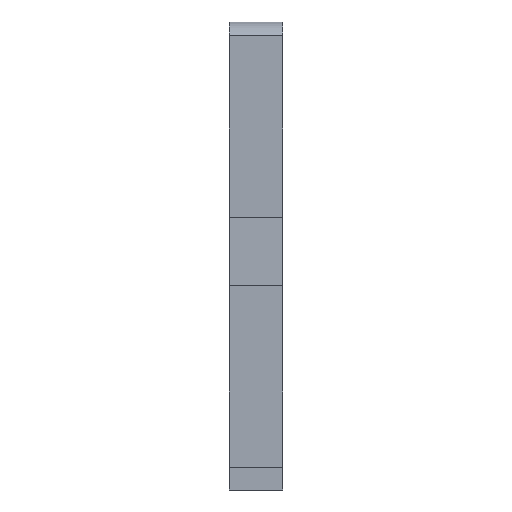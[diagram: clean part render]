
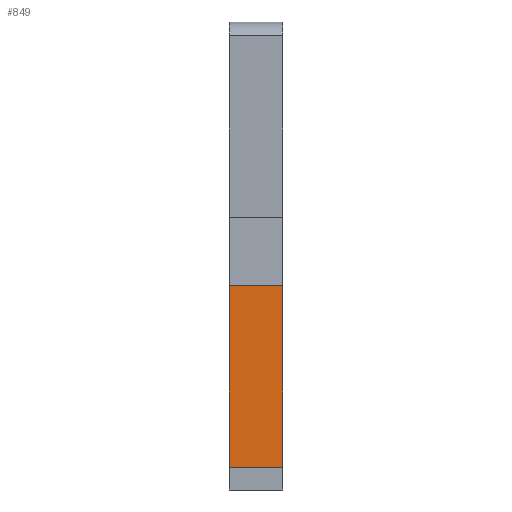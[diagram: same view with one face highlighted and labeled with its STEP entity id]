
A CAD part, left-side view. The second image highlights one B-rep face of the part: STEP entity #849.
In plain terms, the highlighted planar face has unit normal (-1, 0, 0).
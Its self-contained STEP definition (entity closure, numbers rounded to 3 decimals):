
#67 = CARTESIAN_POINT ( 'NONE',  ( -0.014, 0., -47.989 ) ) ;
#123 = CARTESIAN_POINT ( 'NONE',  ( -0.014, 6., -47.989 ) ) ;
#167 = EDGE_CURVE ( 'NONE', #491, #911, #185, .T. ) ;
#170 = CARTESIAN_POINT ( 'NONE',  ( -0.014, 6., -27.781 ) ) ;
#185 = LINE ( 'NONE', #314, #655 ) ;
#215 = PLANE ( 'NONE',  #931 ) ;
#307 = ORIENTED_EDGE ( 'NONE', *, *, #615, .F. ) ;
#314 = CARTESIAN_POINT ( 'NONE',  ( -0.014, 0., -27.781 ) ) ;
#491 = VERTEX_POINT ( 'NONE', #67 ) ;
#546 = DIRECTION ( 'NONE',  ( 0., 0., 1. ) ) ;
#615 = EDGE_CURVE ( 'NONE', #1189, #911, #654, .T. ) ;
#654 = LINE ( 'NONE', #1125, #784 ) ;
#655 = VECTOR ( 'NONE', #1348, 1000. ) ;
#676 = LINE ( 'NONE', #1644, #1446 ) ;
#692 = DIRECTION ( 'NONE',  ( 0., -1., 0. ) ) ;
#715 = ORIENTED_EDGE ( 'NONE', *, *, #1325, .T. ) ;
#784 = VECTOR ( 'NONE', #968, 1000. ) ;
#796 = LINE ( 'NONE', #1623, #1171 ) ;
#846 = ORIENTED_EDGE ( 'NONE', *, *, #167, .T. ) ;
#849 = ADVANCED_FACE ( 'NONE', ( #1322 ), #215, .F. ) ;
#911 = VERTEX_POINT ( 'NONE', #927 ) ;
#927 = CARTESIAN_POINT ( 'NONE',  ( -0.014, 0., -27.781 ) ) ;
#931 = AXIS2_PLACEMENT_3D ( 'NONE', #1458, #1316, #1190 ) ;
#968 = DIRECTION ( 'NONE',  ( 0., -1., 0. ) ) ;
#1096 = EDGE_LOOP ( 'NONE', ( #846, #307, #1567, #715 ) ) ;
#1125 = CARTESIAN_POINT ( 'NONE',  ( -0.014, 6., -27.781 ) ) ;
#1171 = VECTOR ( 'NONE', #692, 1000. ) ;
#1189 = VERTEX_POINT ( 'NONE', #170 ) ;
#1190 = DIRECTION ( 'NONE',  ( 0., 0., -1. ) ) ;
#1290 = EDGE_CURVE ( 'NONE', #1526, #1189, #676, .T. ) ;
#1316 = DIRECTION ( 'NONE',  ( 1., 0., 0. ) ) ;
#1322 = FACE_OUTER_BOUND ( 'NONE', #1096, .T. ) ;
#1325 = EDGE_CURVE ( 'NONE', #1526, #491, #796, .T. ) ;
#1348 = DIRECTION ( 'NONE',  ( 0., 0., 1. ) ) ;
#1446 = VECTOR ( 'NONE', #546, 1000. ) ;
#1458 = CARTESIAN_POINT ( 'NONE',  ( -0.014, 6., -27.781 ) ) ;
#1526 = VERTEX_POINT ( 'NONE', #123 ) ;
#1567 = ORIENTED_EDGE ( 'NONE', *, *, #1290, .F. ) ;
#1623 = CARTESIAN_POINT ( 'NONE',  ( -0.014, 6., -47.989 ) ) ;
#1644 = CARTESIAN_POINT ( 'NONE',  ( -0.014, 6., -27.781 ) ) ;
